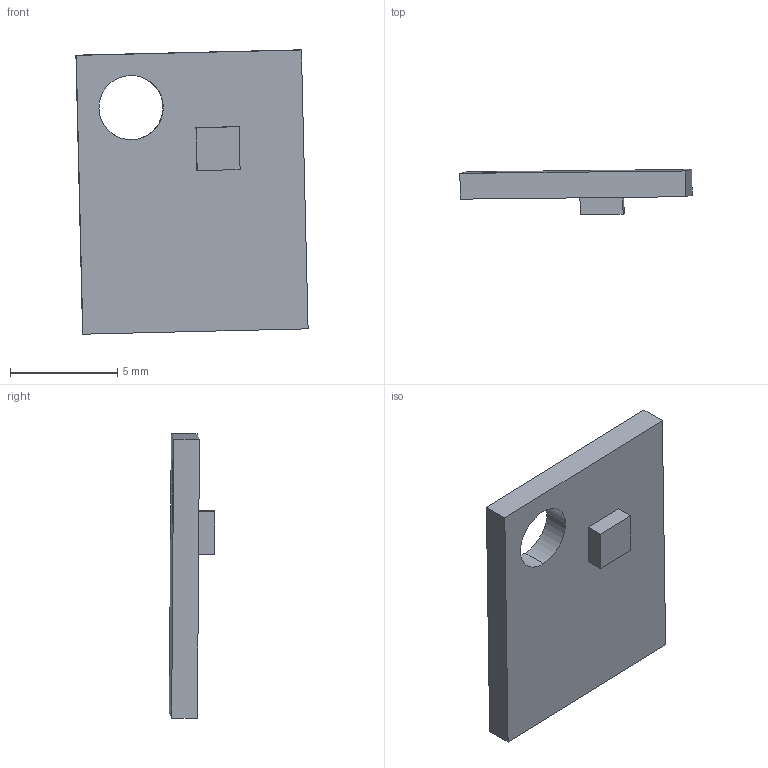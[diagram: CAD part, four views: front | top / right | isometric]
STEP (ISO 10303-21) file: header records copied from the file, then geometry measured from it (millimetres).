
FILE_DESCRIPTION (( 'STEP AP214' ), '1' );
FILE_NAME ('max44009.STEP', '2023-09-17T08:26:43', ( '' ), ( '' ), 'SwSTEP 2.0', 'SolidWorks 2016', '' );
FILE_SCHEMA (( 'AUTOMOTIVE_DESIGN' ));
Length unit declared in the file: metre
Products named in the file (3): pcb; max44009; sensor
Assembly tree (2 placements, depth 2):
  max44009
    pcb
    sensor
Bounding box: 10.82 x 2.12 x 13.26 mm (x, y, z)
Volume: 158.5 mm3; surface area: 341 mm2
Topology: 2 solids, 2 shells, 14 faces, 30 edges, 20 vertices
Faces by surface type: plane 12, cylinder 2
Entity records: 492 total; most frequent: DIRECTION 72, CARTESIAN_POINT 69, ORIENTED_EDGE 60, EDGE_CURVE 30, LINE 26, VECTOR 26, AXIS2_PLACEMENT_3D 23, VERTEX_POINT 20
